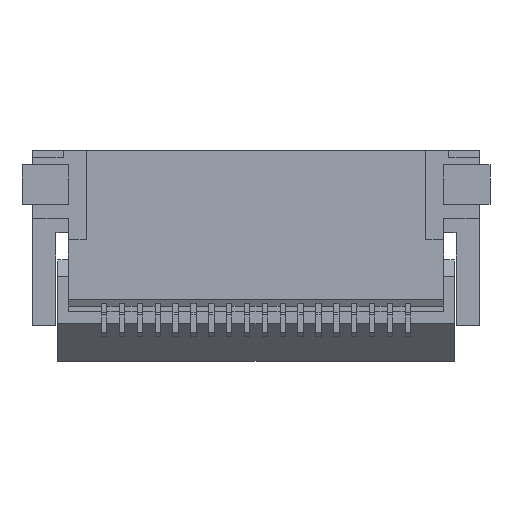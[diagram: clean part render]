
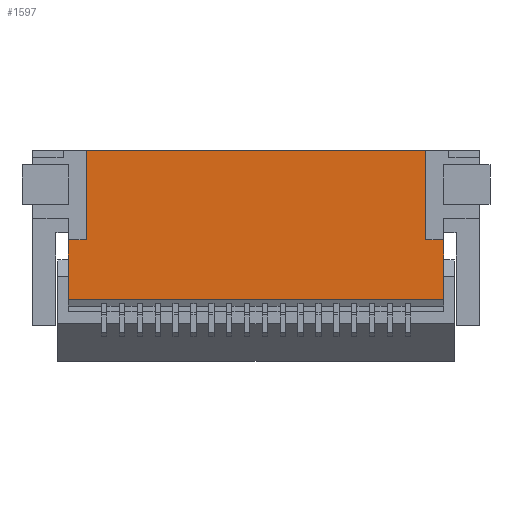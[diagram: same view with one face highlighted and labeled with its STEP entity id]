
A CAD part, front view. The second image highlights one B-rep face of the part: STEP entity #1597.
In plain terms, the highlighted planar face has unit normal (0, -1, 0).
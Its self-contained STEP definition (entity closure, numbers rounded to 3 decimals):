
#16548 = EDGE_CURVE ( 'NONE', #16803, #21364, #15328, .T. ) ;
#16803 = VERTEX_POINT ( 'NONE', #15415 ) ;
#965 = ORIENTED_EDGE ( 'NONE', *, *, #18677, .T. ) ;
#1597 = ADVANCED_FACE ( 'NONE', ( #6883 ), #6884, .T. ) ;
#18072 = LINE ( 'NONE', #18073, #18074 ) ;
#18073 = CARTESIAN_POINT ( 'NONE',  ( 6.25, 0.03, -2.5 ) ) ;
#18074 = VECTOR ( 'NONE', #18075, 1000. ) ;
#18075 = DIRECTION ( 'NONE',  ( 1., 0., 0. ) ) ;
#18667 = CARTESIAN_POINT ( 'NONE',  ( 4.75, 0.03, -2.5 ) ) ;
#18677 = EDGE_CURVE ( 'NONE', #18929, #13937, #16139, .T. ) ;
#18929 = VERTEX_POINT ( 'NONE', #16203 ) ;
#2707 = ORIENTED_EDGE ( 'NONE', *, *, #3399, .F. ) ;
#3170 = EDGE_CURVE ( 'NONE', #8997, #13202, #9787, .T. ) ;
#3399 = EDGE_CURVE ( 'NONE', #18929, #12401, #10029, .T. ) ;
#20836 = EDGE_CURVE ( 'NONE', #21364, #13202, #18072, .T. ) ;
#21364 = VERTEX_POINT ( 'NONE', #18667 ) ;
#5432 = EDGE_LOOP ( 'NONE', ( #5907, #13875, #14377, #22383, #15092, #11848, #2707, #965 ) ) ;
#5907 = ORIENTED_EDGE ( 'NONE', *, *, #13676, .T. ) ;
#22383 = ORIENTED_EDGE ( 'NONE', *, *, #16548, .F. ) ;
#6883 = FACE_OUTER_BOUND ( 'NONE', #5432, .T. ) ;
#6884 = PLANE ( 'NONE',  #6885 ) ;
#6885 = AXIS2_PLACEMENT_3D ( 'NONE', #6886, #6887, #6888 ) ;
#6886 = CARTESIAN_POINT ( 'NONE',  ( -6.25, 0.03, -4.9 ) ) ;
#6887 = DIRECTION ( 'NONE',  ( 0., -1., 0. ) ) ;
#6888 = DIRECTION ( 'NONE',  ( 0., 0., -1. ) ) ;
#8997 = VERTEX_POINT ( 'NONE', #12430 ) ;
#9787 = LINE ( 'NONE', #9788, #9789 ) ;
#9788 = CARTESIAN_POINT ( 'NONE',  ( 5.25, 0.03, -2.3 ) ) ;
#9789 = VECTOR ( 'NONE', #9790, 1000. ) ;
#9790 = DIRECTION ( 'NONE',  ( 0., 0., 1. ) ) ;
#10029 = LINE ( 'NONE', #10030, #10031 ) ;
#10030 = CARTESIAN_POINT ( 'NONE',  ( -6.25, 0.03, -2.5 ) ) ;
#10031 = VECTOR ( 'NONE', #10032, 1000. ) ;
#10032 = DIRECTION ( 'NONE',  ( 1., 0., 0. ) ) ;
#11848 = ORIENTED_EDGE ( 'NONE', *, *, #12149, .F. ) ;
#12149 = EDGE_CURVE ( 'NONE', #12401, #15698, #13645, .T. ) ;
#12401 = VERTEX_POINT ( 'NONE', #13750 ) ;
#12430 = CARTESIAN_POINT ( 'NONE',  ( 5.25, 0.03, -4.16 ) ) ;
#13202 = VERTEX_POINT ( 'NONE', #14028 ) ;
#13645 = LINE ( 'NONE', #13646, #13647 ) ;
#13646 = CARTESIAN_POINT ( 'NONE',  ( -4.75, 0.03, 0. ) ) ;
#13647 = VECTOR ( 'NONE', #13648, 1000. ) ;
#13648 = DIRECTION ( 'NONE',  ( 0., 0., 1. ) ) ;
#13676 = EDGE_CURVE ( 'NONE', #13937, #8997, #14226, .T. ) ;
#13750 = CARTESIAN_POINT ( 'NONE',  ( -4.75, 0.03, -2.5 ) ) ;
#13875 = ORIENTED_EDGE ( 'NONE', *, *, #3170, .T. ) ;
#13937 = VERTEX_POINT ( 'NONE', #14326 ) ;
#14028 = CARTESIAN_POINT ( 'NONE',  ( 5.25, 0.03, -2.5 ) ) ;
#14226 = LINE ( 'NONE', #14227, #14228 ) ;
#14227 = CARTESIAN_POINT ( 'NONE',  ( -6.55, 0.03, -4.16 ) ) ;
#14228 = VECTOR ( 'NONE', #14229, 1000. ) ;
#14229 = DIRECTION ( 'NONE',  ( 1., 0., 0. ) ) ;
#14326 = CARTESIAN_POINT ( 'NONE',  ( -5.25, 0.03, -4.16 ) ) ;
#14377 = ORIENTED_EDGE ( 'NONE', *, *, #20836, .F. ) ;
#14965 = LINE ( 'NONE', #14966, #14967 ) ;
#14966 = CARTESIAN_POINT ( 'NONE',  ( -6.25, 0.03, 0. ) ) ;
#14967 = VECTOR ( 'NONE', #14968, 1000. ) ;
#14968 = DIRECTION ( 'NONE',  ( 1., 0., 0. ) ) ;
#15046 = CARTESIAN_POINT ( 'NONE',  ( -4.75, 0.03, 0. ) ) ;
#15092 = ORIENTED_EDGE ( 'NONE', *, *, #15443, .F. ) ;
#15328 = LINE ( 'NONE', #15329, #15330 ) ;
#15329 = CARTESIAN_POINT ( 'NONE',  ( 4.75, 0.03, 0. ) ) ;
#15330 = VECTOR ( 'NONE', #15331, 1000. ) ;
#15331 = DIRECTION ( 'NONE',  ( 0., 0., -1. ) ) ;
#15415 = CARTESIAN_POINT ( 'NONE',  ( 4.75, 0.03, 0. ) ) ;
#15443 = EDGE_CURVE ( 'NONE', #15698, #16803, #14965, .T. ) ;
#15698 = VERTEX_POINT ( 'NONE', #15046 ) ;
#16139 = LINE ( 'NONE', #16140, #16141 ) ;
#16140 = CARTESIAN_POINT ( 'NONE',  ( -5.25, 0.03, -3.15 ) ) ;
#16141 = VECTOR ( 'NONE', #16142, 1000. ) ;
#16142 = DIRECTION ( 'NONE',  ( 0., 0., -1. ) ) ;
#16203 = CARTESIAN_POINT ( 'NONE',  ( -5.25, 0.03, -2.5 ) ) ;
